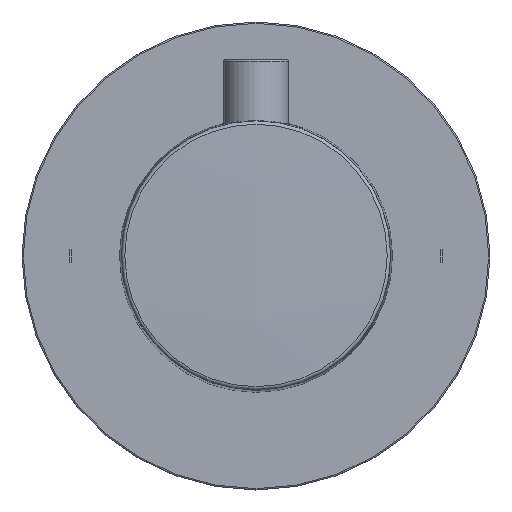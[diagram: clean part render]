
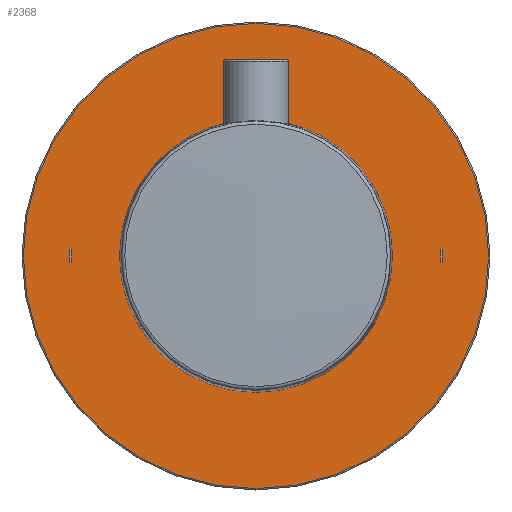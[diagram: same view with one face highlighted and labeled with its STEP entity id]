
A CAD part, top view. The second image highlights one B-rep face of the part: STEP entity #2368.
In plain terms, the highlighted planar face has unit normal (0, 0, 1).
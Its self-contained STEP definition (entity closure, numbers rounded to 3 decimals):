
#198=B_SPLINE_CURVE_WITH_KNOTS('',3,(#3665,#3666,#3667,#3668,#3669,#3670,
#3671,#3672,#3673,#3674,#3675,#3676,#3677,#3678,#3679,#3680,#3681,#3682,
#3683,#3684,#3685,#3686,#3687,#3688,#3689,#3690,#3691,#3692,#3693,#3694,
#3695,#3696),.UNSPECIFIED.,.T.,.F.,(4,3,3,2,3,2,3,2,3,2,2,3,4),(0.,0.106,
0.179,0.251,0.304,0.359,
0.413,0.501,0.605,0.677,
0.749,0.844,1.),.UNSPECIFIED.);
#221=CIRCLE('',#2580,35.8);
#222=CIRCLE('',#2581,15.7);
#372=ORIENTED_EDGE('',*,*,#868,.F.);
#373=ORIENTED_EDGE('',*,*,#869,.F.);
#374=ORIENTED_EDGE('',*,*,#870,.F.);
#375=ORIENTED_EDGE('',*,*,#871,.F.);
#376=ORIENTED_EDGE('',*,*,#872,.T.);
#377=ORIENTED_EDGE('',*,*,#873,.T.);
#378=ORIENTED_EDGE('',*,*,#874,.T.);
#379=ORIENTED_EDGE('',*,*,#875,.T.);
#380=ORIENTED_EDGE('',*,*,#876,.T.);
#381=ORIENTED_EDGE('',*,*,#877,.T.);
#382=ORIENTED_EDGE('',*,*,#878,.T.);
#868=EDGE_CURVE('',#1116,#1117,#1327,.T.);
#869=EDGE_CURVE('',#1118,#1116,#1328,.T.);
#870=EDGE_CURVE('',#1119,#1118,#1329,.T.);
#871=EDGE_CURVE('',#1117,#1119,#1330,.T.);
#872=EDGE_CURVE('',#1120,#1120,#221,.T.);
#873=EDGE_CURVE('',#1121,#1121,#222,.F.);
#874=EDGE_CURVE('',#1122,#1122,#198,.T.);
#875=EDGE_CURVE('',#1123,#1124,#1331,.T.);
#876=EDGE_CURVE('',#1124,#1125,#1332,.T.);
#877=EDGE_CURVE('',#1125,#1126,#1333,.T.);
#878=EDGE_CURVE('',#1126,#1123,#1334,.T.);
#1116=VERTEX_POINT('',#3654);
#1117=VERTEX_POINT('',#3655);
#1118=VERTEX_POINT('',#3657);
#1119=VERTEX_POINT('',#3659);
#1120=VERTEX_POINT('',#3662);
#1121=VERTEX_POINT('',#3664);
#1122=VERTEX_POINT('',#3697);
#1123=VERTEX_POINT('',#3699);
#1124=VERTEX_POINT('',#3700);
#1125=VERTEX_POINT('',#3702);
#1126=VERTEX_POINT('',#3704);
#1327=LINE('',#3653,#1401);
#1328=LINE('',#3656,#1402);
#1329=LINE('',#3658,#1403);
#1330=LINE('',#3660,#1404);
#1331=LINE('',#3698,#1405);
#1332=LINE('',#3701,#1406);
#1333=LINE('',#3703,#1407);
#1334=LINE('',#3705,#1408);
#1401=VECTOR('',#2915,1000.);
#1402=VECTOR('',#2916,1000.);
#1403=VECTOR('',#2917,1000.);
#1404=VECTOR('',#2918,1000.);
#1405=VECTOR('',#2923,1000.);
#1406=VECTOR('',#2924,1000.);
#1407=VECTOR('',#2925,1000.);
#1408=VECTOR('',#2926,1000.);
#1475=EDGE_LOOP('',(#372,#373,#374,#375));
#1476=EDGE_LOOP('',(#376));
#1477=EDGE_LOOP('',(#377));
#1478=EDGE_LOOP('',(#378));
#1479=EDGE_LOOP('',(#379,#380,#381,#382));
#1786=FACE_BOUND('',#1475,.T.);
#1787=FACE_BOUND('',#1476,.T.);
#1788=FACE_BOUND('',#1477,.T.);
#1789=FACE_BOUND('',#1478,.T.);
#1790=FACE_BOUND('',#1479,.T.);
#2101=PLANE('',#2579);
#2368=ADVANCED_FACE('',(#1786,#1787,#1788,#1789,#1790),#2101,.T.);
#2579=AXIS2_PLACEMENT_3D('',#3652,#2913,#2914);
#2580=AXIS2_PLACEMENT_3D('',#3661,#2919,#2920);
#2581=AXIS2_PLACEMENT_3D('',#3663,#2921,#2922);
#2913=DIRECTION('',(0.,0.,1.));
#2914=DIRECTION('',(1.,0.,0.));
#2915=DIRECTION('',(1.,0.,0.));
#2916=DIRECTION('',(0.,-1.,0.));
#2917=DIRECTION('',(-1.,0.,0.));
#2918=DIRECTION('',(0.,1.,0.));
#2919=DIRECTION('',(0.,0.,1.));
#2920=DIRECTION('',(1.,0.,0.));
#2921=DIRECTION('',(0.,0.,1.));
#2922=DIRECTION('',(1.,0.,0.));
#2923=DIRECTION('',(0.,-1.,0.));
#2924=DIRECTION('',(-1.,0.,0.));
#2925=DIRECTION('',(0.,1.,0.));
#2926=DIRECTION('',(1.,0.,0.));
#3652=CARTESIAN_POINT('',(-36.432,-36.432,4.));
#3653=CARTESIAN_POINT('',(-28.623,-1.,4.));
#3654=CARTESIAN_POINT('',(-28.623,-1.,4.));
#3655=CARTESIAN_POINT('',(-28.377,-1.,4.));
#3656=CARTESIAN_POINT('',(-28.623,1.,4.));
#3657=CARTESIAN_POINT('',(-28.623,1.,4.));
#3658=CARTESIAN_POINT('',(-28.377,1.,4.));
#3659=CARTESIAN_POINT('',(-28.377,1.,4.));
#3660=CARTESIAN_POINT('',(-28.377,-1.,4.));
#3661=CARTESIAN_POINT('',(0.,0.,4.));
#3662=CARTESIAN_POINT('',(35.8,0.,4.));
#3663=CARTESIAN_POINT('',(0.,0.,4.));
#3664=CARTESIAN_POINT('',(15.7,0.,4.));
#3665=CARTESIAN_POINT('',(-0.637,28.499,4.));
#3666=CARTESIAN_POINT('',(-0.637,28.731,4.));
#3667=CARTESIAN_POINT('',(-0.613,28.917,4.));
#3668=CARTESIAN_POINT('',(-0.565,29.06,4.));
#3669=CARTESIAN_POINT('',(-0.517,29.201,4.));
#3670=CARTESIAN_POINT('',(-0.446,29.309,4.));
#3671=CARTESIAN_POINT('',(-0.352,29.386,4.));
#3672=CARTESIAN_POINT('',(-0.259,29.463,4.));
#3673=CARTESIAN_POINT('',(-0.139,29.5,4.));
#3674=CARTESIAN_POINT('',(0.109,29.5,4.));
#3675=CARTESIAN_POINT('',(0.202,29.478,4.));
#3676=CARTESIAN_POINT('',(0.283,29.436,4.));
#3677=CARTESIAN_POINT('',(0.363,29.395,4.));
#3678=CARTESIAN_POINT('',(0.429,29.333,4.));
#3679=CARTESIAN_POINT('',(0.531,29.173,4.));
#3680=CARTESIAN_POINT('',(0.572,29.077,4.));
#3681=CARTESIAN_POINT('',(0.6,28.962,4.));
#3682=CARTESIAN_POINT('',(0.629,28.847,4.));
#3683=CARTESIAN_POINT('',(0.645,28.693,4.));
#3684=CARTESIAN_POINT('',(0.645,28.269,4.));
#3685=CARTESIAN_POINT('',(0.621,28.083,4.));
#3686=CARTESIAN_POINT('',(0.573,27.942,4.));
#3687=CARTESIAN_POINT('',(0.524,27.8,4.));
#3688=CARTESIAN_POINT('',(0.455,27.689,4.));
#3689=CARTESIAN_POINT('',(0.267,27.538,4.));
#3690=CARTESIAN_POINT('',(0.148,27.5,4.));
#3691=CARTESIAN_POINT('',(-0.186,27.5,4.));
#3692=CARTESIAN_POINT('',(-0.334,27.567,4.));
#3693=CARTESIAN_POINT('',(-0.442,27.701,4.));
#3694=CARTESIAN_POINT('',(-0.573,27.863,4.));
#3695=CARTESIAN_POINT('',(-0.637,28.131,4.));
#3696=CARTESIAN_POINT('',(-0.637,28.499,4.));
#3697=CARTESIAN_POINT('',(-0.637,28.499,4.));
#3698=CARTESIAN_POINT('',(28.623,1.,4.));
#3699=CARTESIAN_POINT('',(28.623,1.,4.));
#3700=CARTESIAN_POINT('',(28.623,-1.,4.));
#3701=CARTESIAN_POINT('',(28.623,-1.,4.));
#3702=CARTESIAN_POINT('',(28.377,-1.,4.));
#3703=CARTESIAN_POINT('',(28.377,-1.,4.));
#3704=CARTESIAN_POINT('',(28.377,1.,4.));
#3705=CARTESIAN_POINT('',(28.377,1.,4.));
